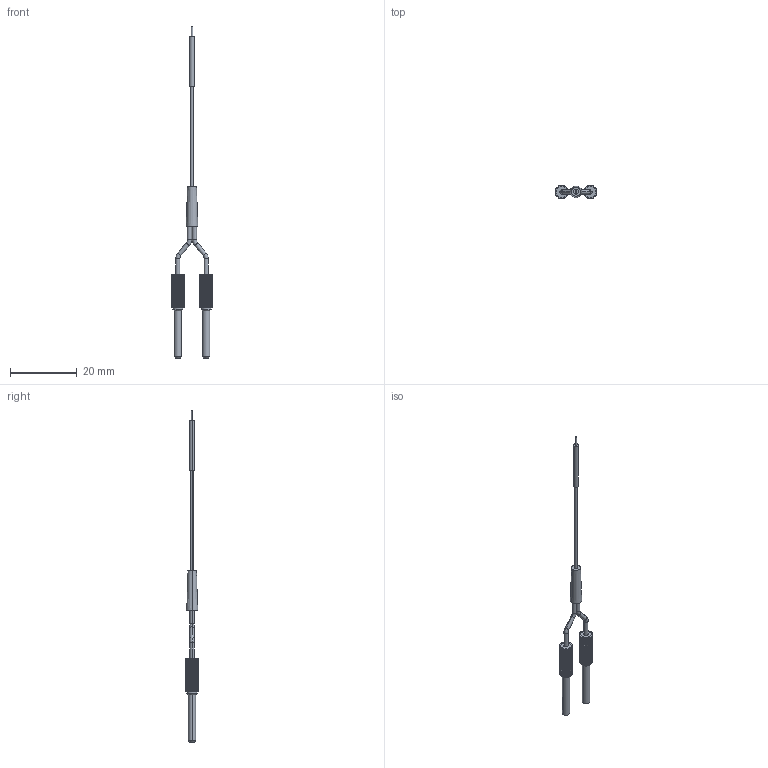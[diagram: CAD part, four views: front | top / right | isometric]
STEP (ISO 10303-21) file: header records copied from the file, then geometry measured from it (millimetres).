
FILE_DESCRIPTION((''),'2;1');
FILE_NAME('_3','2020-04-16T',('Gavin'),(''),'PRO/ENGINEER BY PARAMETRIC TECHNOLOGY CORPORATION, 2009440','PRO/ENGINEER BY PARAMETRIC TECHNOLOGY CORPORATION, 2009440','');
FILE_SCHEMA(('CONFIG_CONTROL_DESIGN'));
Length unit declared in the file: millimetre
Products named in the file (1): _3
Bounding box: 12.47 x 3.97 x 99.5 mm (x, y, z)
Volume: 507.8 mm3; surface area: 1089.2 mm2
Topology: 1 solids, 1 shells, 175 faces, 464 edges, 300 vertices
Faces by surface type: plane 91, cylinder 66, cone 10, torus 8
Entity records: 5460 total; most frequent: DIRECTION 962, CARTESIAN_POINT 939, ORIENTED_EDGE 928, EDGE_CURVE 464, AXIS2_PLACEMENT_3D 323, VECTOR 316, LINE 316, VERTEX_POINT 300
